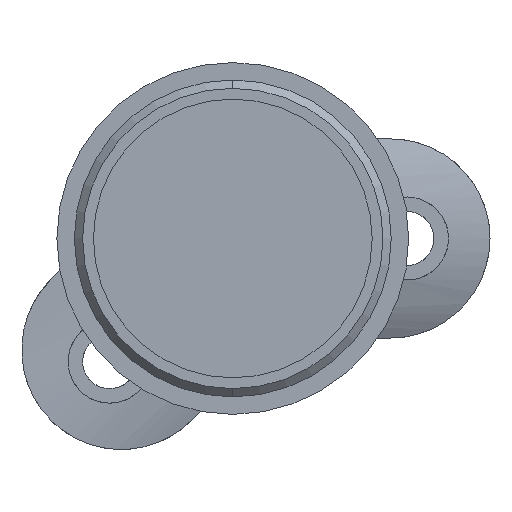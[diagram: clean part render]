
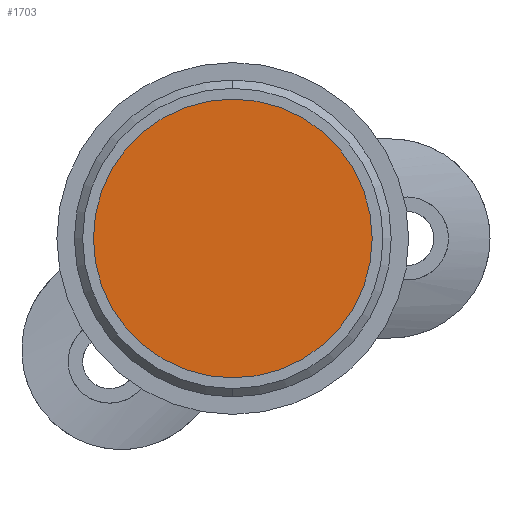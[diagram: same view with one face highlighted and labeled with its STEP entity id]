
A CAD part, front view. The second image highlights one B-rep face of the part: STEP entity #1703.
In plain terms, the highlighted planar face has unit normal (0, -1, 0).
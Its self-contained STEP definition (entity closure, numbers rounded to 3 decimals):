
#1158 = DIRECTION ( 'NONE',  ( 0., 0., -1. ) ) ;
#1207 = FACE_OUTER_BOUND ( 'NONE', #11764, .T. ) ;
#1703 = ADVANCED_FACE ( 'NONE', ( #1207 ), #5728, .T. ) ;
#1850 = CIRCLE ( 'NONE', #12009, 16.8 ) ;
#2079 = CARTESIAN_POINT ( 'NONE',  ( 0., 30.42, 0. ) ) ;
#2137 = VERTEX_POINT ( 'NONE', #6840 ) ;
#2538 = CIRCLE ( 'NONE', #7697, 16.8 ) ;
#2549 = AXIS2_PLACEMENT_3D ( 'NONE', #12386, #10509, #11335 ) ;
#3065 = DIRECTION ( 'NONE',  ( 0., -1., 0. ) ) ;
#4160 = ORIENTED_EDGE ( 'NONE', *, *, #9813, .T. ) ;
#5049 = DIRECTION ( 'NONE',  ( 0., -1., 0. ) ) ;
#5728 = PLANE ( 'NONE',  #2549 ) ;
#6586 = EDGE_CURVE ( 'NONE', #9715, #2137, #2538, .T. ) ;
#6840 = CARTESIAN_POINT ( 'NONE',  ( 0., 30.42, 16.8 ) ) ;
#7697 = AXIS2_PLACEMENT_3D ( 'NONE', #2079, #3065, #1158 ) ;
#9715 = VERTEX_POINT ( 'NONE', #10398 ) ;
#9813 = EDGE_CURVE ( 'NONE', #2137, #9715, #1850, .T. ) ;
#10398 = CARTESIAN_POINT ( 'NONE',  ( 0., 30.42, -16.8 ) ) ;
#10509 = DIRECTION ( 'NONE',  ( 0., -1., 0. ) ) ;
#10762 = CARTESIAN_POINT ( 'NONE',  ( 0., 30.42, 0. ) ) ;
#10892 = ORIENTED_EDGE ( 'NONE', *, *, #6586, .T. ) ;
#11335 = DIRECTION ( 'NONE',  ( 0., 0., -1. ) ) ;
#11715 = DIRECTION ( 'NONE',  ( 0., 0., -1. ) ) ;
#11764 = EDGE_LOOP ( 'NONE', ( #10892, #4160 ) ) ;
#12009 = AXIS2_PLACEMENT_3D ( 'NONE', #10762, #5049, #11715 ) ;
#12386 = CARTESIAN_POINT ( 'NONE',  ( 0., 30.42, 0. ) ) ;
